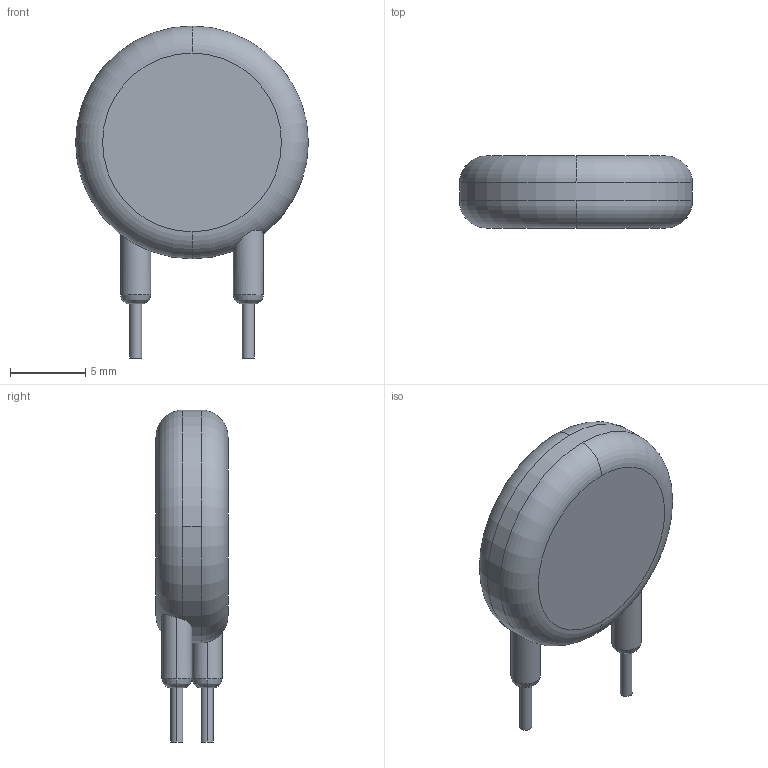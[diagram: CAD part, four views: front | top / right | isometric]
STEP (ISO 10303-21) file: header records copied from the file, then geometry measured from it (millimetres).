
FILE_DESCRIPTION((''),'2;1');
FILE_NAME('VAR_EPCOS_ B72214S0251K101.stp','2011-09-15T12:33:57',(''),(''),'Mechanical Desktop 2011','Mechanical Desktop 2011',', , ');
FILE_SCHEMA(('AUTOMOTIVE_DESIGN { 1 2 10303 214 1 1 1 1 }'));
Length unit declared in the file: millimetre
Products named in the file (1): Product
Bounding box: 15.5 x 4.8 x 22.1 mm (x, y, z)
Volume: 870.2 mm3; surface area: 616.9 mm2
Topology: 5 solids, 5 shells, 30 faces, 58 edges, 38 vertices
Faces by surface type: cylinder 12, plane 8, bspline 5, torus 5
Entity records: 1074 total; most frequent: CARTESIAN_POINT 403, DIRECTION 142, ORIENTED_EDGE 116, AXIS2_PLACEMENT_3D 66, EDGE_CURVE 58, CIRCLE 40, VERTEX_POINT 38, EDGE_LOOP 30
